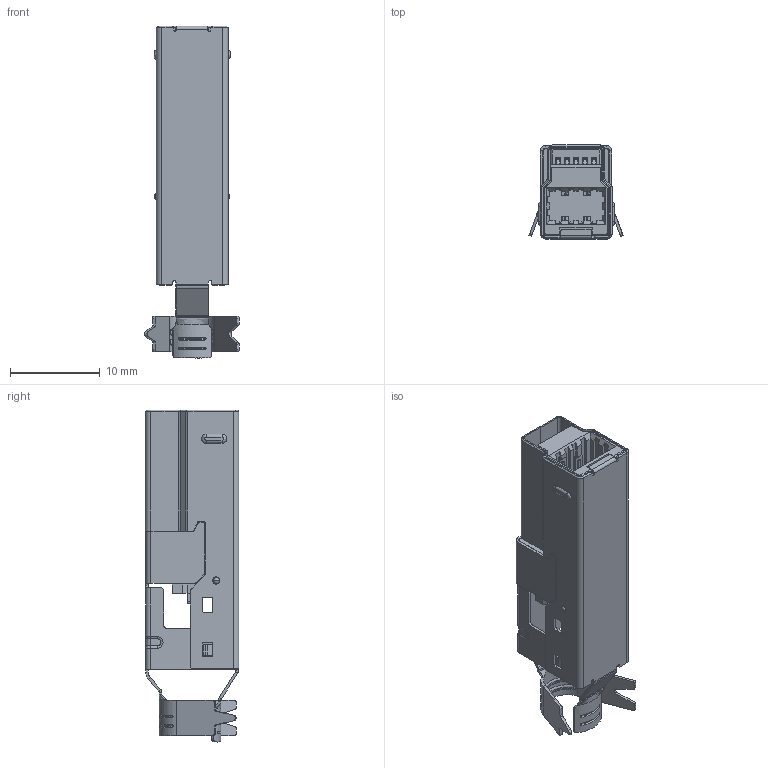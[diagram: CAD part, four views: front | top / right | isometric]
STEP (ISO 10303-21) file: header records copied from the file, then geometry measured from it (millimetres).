
FILE_DESCRIPTION (( 'STEP AP214' ), '1' );
FILE_NAME ('24-02541---Customer-P(028)A122.STEP', '2020-03-11T19:42:24', ( '' ), ( '' ), 'SwSTEP 2.0', 'SolidWorks 2018', '' );
FILE_SCHEMA (( 'AUTOMOTIVE_DESIGN' ));
Length unit declared in the file: millimetre
Products named in the file (1): 24-02541---Customer-P(028)A122
Bounding box: 10.51 x 10.44 x 37 mm (x, y, z)
Surface area: 4480.3 mm2 (no closed solid volume)
Topology: 0 solids, 13 shells, 2111 faces, 5703 edges, 3539 vertices
Faces by surface type: plane 1451, cylinder 528, torus 62, bspline 48, cone 14, sphere 8
Entity records: 87163 total; most frequent: CARTESIAN_POINT 32618, ORIENTED_EDGE 11280, EDGE_CURVE 5692, B_SPLINE_CURVE_WITH_KNOTS 5661, DIRECTION 4129, VERTEX_POINT 3536, EDGE_LOOP 2168, ADVANCED_FACE 2111
